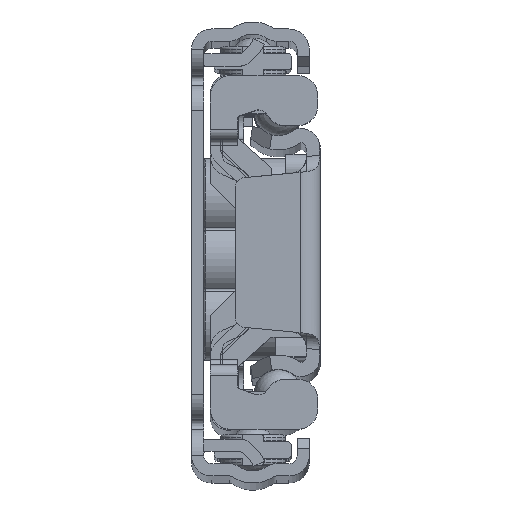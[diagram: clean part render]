
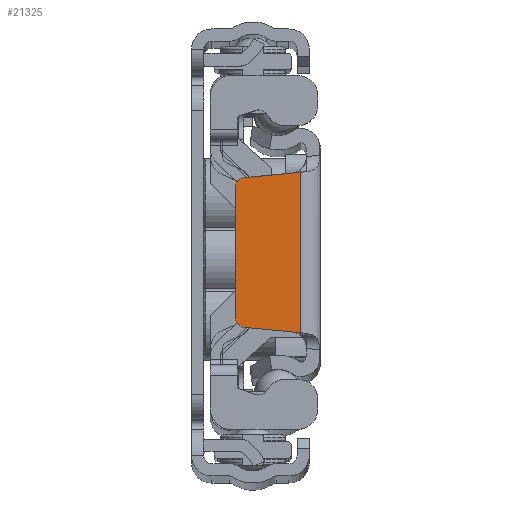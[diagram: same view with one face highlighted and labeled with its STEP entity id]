
A CAD part, top view. The second image highlights one B-rep face of the part: STEP entity #21325.
In plain terms, the highlighted face is planar.
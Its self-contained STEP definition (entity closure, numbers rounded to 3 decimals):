
#114 = CARTESIAN_POINT ( 'NONE',  ( -8.4, -6.391, 0. ) ) ;
#1367 = EDGE_CURVE ( 'NONE', #11611, #33172, #46542, .T. ) ;
#1372 = ORIENTED_EDGE ( 'NONE', *, *, #39357, .T. ) ;
#1417 = LINE ( 'NONE', #32790, #60430 ) ;
#1471 = EDGE_CURVE ( 'NONE', #73838, #33172, #1853, .T. ) ;
#1853 = CIRCLE ( 'NONE', #3403, 1. ) ;
#1855 = EDGE_CURVE ( 'NONE', #10263, #54637, #50978, .T. ) ;
#2717 = CARTESIAN_POINT ( 'NONE',  ( -7.4, 6.391, 0. ) ) ;
#3403 = AXIS2_PLACEMENT_3D ( 'NONE', #2717, #49436, #42669 ) ;
#5337 = ORIENTED_EDGE ( 'NONE', *, *, #40967, .F. ) ;
#6332 = VECTOR ( 'NONE', #19732, 1000. ) ;
#9239 = CIRCLE ( 'NONE', #61857, 1. ) ;
#10263 = VERTEX_POINT ( 'NONE', #16622 ) ;
#10323 = LINE ( 'NONE', #45312, #46038 ) ;
#10582 = VECTOR ( 'NONE', #72998, 1000. ) ;
#11611 = VERTEX_POINT ( 'NONE', #33764 ) ;
#11706 = CARTESIAN_POINT ( 'NONE',  ( -4.143, -13.87, 0. ) ) ;
#14748 = ORIENTED_EDGE ( 'NONE', *, *, #1367, .F. ) ;
#14943 = CARTESIAN_POINT ( 'NONE',  ( -8.4, 6.391, 0. ) ) ;
#16622 = CARTESIAN_POINT ( 'NONE',  ( -2., -7.91, 0. ) ) ;
#16923 = ORIENTED_EDGE ( 'NONE', *, *, #67195, .F. ) ;
#17679 = ORIENTED_EDGE ( 'NONE', *, *, #1471, .T. ) ;
#19294 = CARTESIAN_POINT ( 'NONE',  ( -2., -7.91, 0. ) ) ;
#19732 = DIRECTION ( 'NONE',  ( -0.995, -0.095, 0. ) ) ;
#20432 = VECTOR ( 'NONE', #38307, 1000. ) ;
#21055 = VERTEX_POINT ( 'NONE', #53251 ) ;
#21325 = ADVANCED_FACE ( 'NONE', ( #46291 ), #51970, .F. ) ;
#22000 = ORIENTED_EDGE ( 'NONE', *, *, #1855, .T. ) ;
#22254 = DIRECTION ( 'NONE',  ( 0., 0., 1. ) ) ;
#22993 = ORIENTED_EDGE ( 'NONE', *, *, #58102, .T. ) ;
#24055 = DIRECTION ( 'NONE',  ( 1., 0., 0. ) ) ;
#24946 = LINE ( 'NONE', #32297, #20432 ) ;
#26877 = VERTEX_POINT ( 'NONE', #114 ) ;
#28844 = DIRECTION ( 'NONE',  ( 0., -1., 0. ) ) ;
#31124 = CARTESIAN_POINT ( 'NONE',  ( -2., 7.91, 0. ) ) ;
#32297 = CARTESIAN_POINT ( 'NONE',  ( -2., 7.91, 0. ) ) ;
#32790 = CARTESIAN_POINT ( 'NONE',  ( -8.4, -7.3, 0. ) ) ;
#33029 = DIRECTION ( 'NONE',  ( 0.995, -0.095, 0. ) ) ;
#33172 = VERTEX_POINT ( 'NONE', #62352 ) ;
#33764 = CARTESIAN_POINT ( 'NONE',  ( -2.758, 7.837, 0. ) ) ;
#34998 = DIRECTION ( 'NONE',  ( 0., 0., -1. ) ) ;
#35959 = ORIENTED_EDGE ( 'NONE', *, *, #71664, .T. ) ;
#36332 = VERTEX_POINT ( 'NONE', #31124 ) ;
#36699 = CARTESIAN_POINT ( 'NONE',  ( -8.4, 7.3, 0. ) ) ;
#38307 = DIRECTION ( 'NONE',  ( -0.995, -0.095, 0. ) ) ;
#39357 = EDGE_CURVE ( 'NONE', #26877, #73838, #45421, .T. ) ;
#40523 = CARTESIAN_POINT ( 'NONE',  ( -7.4, -6.391, 0. ) ) ;
#40967 = EDGE_CURVE ( 'NONE', #21055, #54637, #1417, .T. ) ;
#42669 = DIRECTION ( 'NONE',  ( 1., 0., 0. ) ) ;
#45312 = CARTESIAN_POINT ( 'NONE',  ( -2., -13.87, 0. ) ) ;
#45421 = LINE ( 'NONE', #55013, #10582 ) ;
#46038 = VECTOR ( 'NONE', #28844, 1000. ) ;
#46291 = FACE_OUTER_BOUND ( 'NONE', #53713, .T. ) ;
#46542 = LINE ( 'NONE', #36699, #6332 ) ;
#47115 = AXIS2_PLACEMENT_3D ( 'NONE', #11706, #22254, #51716 ) ;
#49436 = DIRECTION ( 'NONE',  ( 0., 0., -1. ) ) ;
#50978 = LINE ( 'NONE', #19294, #67048 ) ;
#51716 = DIRECTION ( 'NONE',  ( 1., 0., 0. ) ) ;
#51970 = PLANE ( 'NONE',  #47115 ) ;
#53251 = CARTESIAN_POINT ( 'NONE',  ( -7.495, -7.386, 0. ) ) ;
#53713 = EDGE_LOOP ( 'NONE', ( #5337, #35959, #1372, #17679, #14748, #16923, #22993, #22000 ) ) ;
#54637 = VERTEX_POINT ( 'NONE', #59249 ) ;
#55013 = CARTESIAN_POINT ( 'NONE',  ( -8.4, 8.1, 0. ) ) ;
#58102 = EDGE_CURVE ( 'NONE', #36332, #10263, #10323, .T. ) ;
#59249 = CARTESIAN_POINT ( 'NONE',  ( -2.758, -7.837, 0. ) ) ;
#59531 = DIRECTION ( 'NONE',  ( -0.995, 0.095, 0. ) ) ;
#60430 = VECTOR ( 'NONE', #33029, 1000. ) ;
#61857 = AXIS2_PLACEMENT_3D ( 'NONE', #40523, #34998, #24055 ) ;
#62352 = CARTESIAN_POINT ( 'NONE',  ( -7.495, 7.386, 0. ) ) ;
#67048 = VECTOR ( 'NONE', #59531, 1000. ) ;
#67195 = EDGE_CURVE ( 'NONE', #36332, #11611, #24946, .T. ) ;
#71664 = EDGE_CURVE ( 'NONE', #21055, #26877, #9239, .T. ) ;
#72998 = DIRECTION ( 'NONE',  ( 0., 1., 0. ) ) ;
#73838 = VERTEX_POINT ( 'NONE', #14943 ) ;
